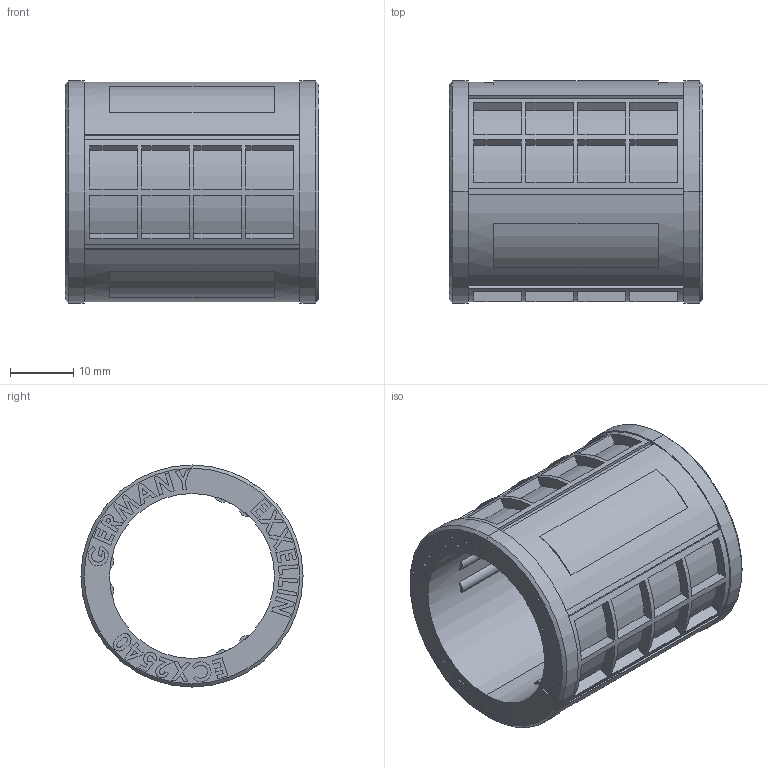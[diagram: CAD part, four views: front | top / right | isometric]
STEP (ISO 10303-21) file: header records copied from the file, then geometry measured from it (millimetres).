
FILE_DESCRIPTION (( 'STEP AP214' ), '1' );
FILE_NAME ('EDM_EXCE25-3D.STEP', '2016-07-05T08:20:03', ( '' ), ( '' ), 'SwSTEP 2.0', 'SolidWorks 2016', '' );
FILE_SCHEMA (( 'AUTOMOTIVE_DESIGN' ));
Length unit declared in the file: millimetre
Products named in the file (1): EDM_EXCE25-3D
Bounding box: 40 x 35 x 35 mm (x, y, z)
Volume: 14498.6 mm3; surface area: 9831.8 mm2
Topology: 1 solids, 1 shells, 729 faces, 1916 edges, 1276 vertices
Faces by surface type: plane 586, bspline 92, cylinder 47, cone 4
Entity records: 28182 total; most frequent: CARTESIAN_POINT 10062, ORIENTED_EDGE 3832, DIRECTION 3172, EDGE_CURVE 1916, LINE 1568, VECTOR 1568, VERTEX_POINT 1276, EDGE_LOOP 818
